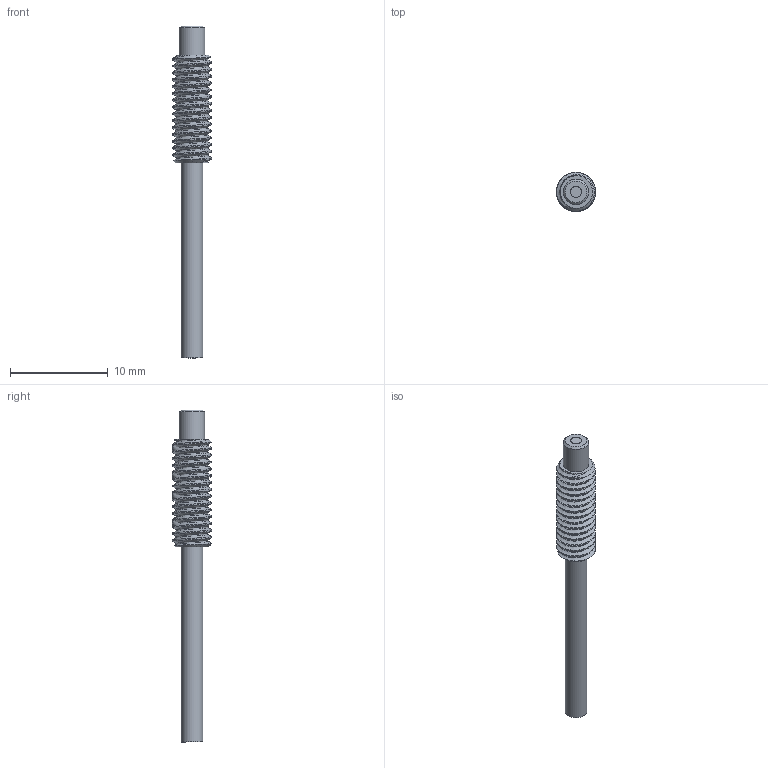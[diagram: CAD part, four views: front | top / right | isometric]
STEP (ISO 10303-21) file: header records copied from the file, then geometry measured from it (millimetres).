
FILE_DESCRIPTION(/* description */ ('STEP AP203'),/* implementation_level */ '2;1');
FILE_NAME(/* name */ 'FU-77(V)_1.stp',/* time_stamp */ '2022-01-19T13:34:25+00:00',/* author */ ('Sandfield Engineering'),/* organization */ ('Sandfield Engineering'),/* preprocessor_version */ 'ST-DEVELOPER v18.1',/* originating_system */ 'Autodesk Inventor 2021',/* authorisation */ '');
FILE_SCHEMA (('AUTOMOTIVE_DESIGN { 1 0 10303 214 3 1 1 }'));
Length unit declared in the file: millimetre
Products named in the file (2): FU-77(V)_1; FU-77(V)_R
Assembly tree (1 placements, depth 2):
  FU-77(V)_1
    FU-77(V)_R
Bounding box: 4 x 4 x 34 mm (x, y, z)
Volume: 223.3 mm3; surface area: 511.5 mm2
Topology: 1 solids, 1 shells, 40 faces, 100 edges, 66 vertices
Faces by surface type: cylinder 24, plane 7, cone 6, bspline 3
Full cylindrical faces by diameter (mm): 1.13 x1, 1.15 x1, 2.2 x1, 2.6 x1, 4 x18
Entity records: 3882 total; most frequent: CARTESIAN_POINT 2871, ORIENTED_EDGE 200, DIRECTION 162, EDGE_CURVE 100, VERTEX_POINT 66, AXIS2_PLACEMENT_3D 66, EDGE_LOOP 44, B_SPLINE_CURVE_WITH_KNOTS 44
